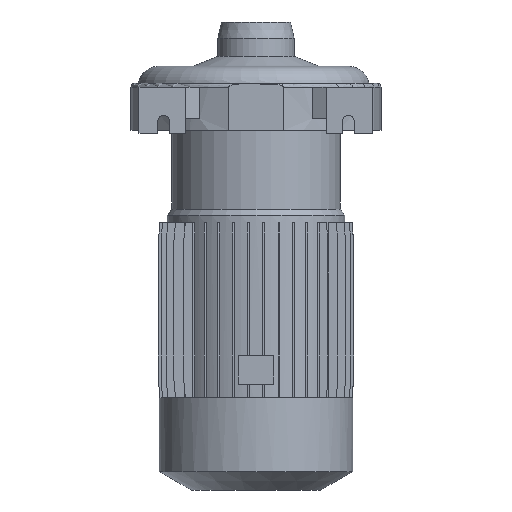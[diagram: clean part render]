
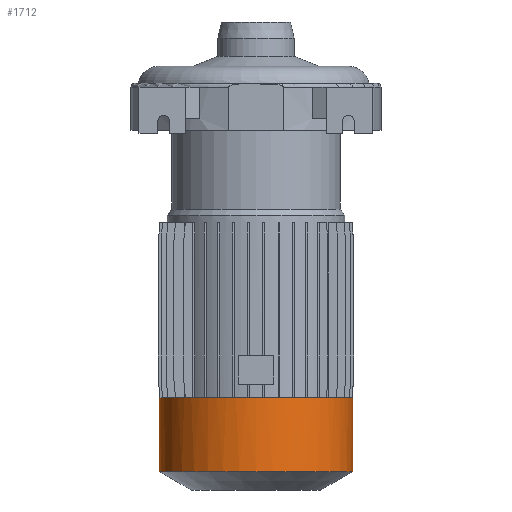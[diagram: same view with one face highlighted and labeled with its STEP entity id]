
A CAD part, front view. The second image highlights one B-rep face of the part: STEP entity #1712.
In plain terms, the highlighted cylindrical face has radius 78.5 mm (diameter 157 mm), a partial arc.
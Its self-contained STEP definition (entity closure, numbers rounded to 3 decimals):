
#76 = CARTESIAN_POINT ( 'NONE',  ( -78.5, 0., -312. ) ) ;
#270 = EDGE_LOOP ( 'NONE', ( #3893, #1273, #6805, #7418 ) ) ;
#540 = DIRECTION ( 'NONE',  ( 0., 0., 1. ) ) ;
#1027 = AXIS2_PLACEMENT_3D ( 'NONE', #9914, #540, #10877 ) ;
#1039 = DIRECTION ( 'NONE',  ( 1., 0., 0. ) ) ;
#1273 = ORIENTED_EDGE ( 'NONE', *, *, #10743, .T. ) ;
#1574 = CARTESIAN_POINT ( 'NONE',  ( 78.5, 0., 53. ) ) ;
#1581 = LINE ( 'NONE', #7812, #8652 ) ;
#1712 = ADVANCED_FACE ( 'NONE', ( #6712 ), #10358, .T. ) ;
#2367 = DIRECTION ( 'NONE',  ( 0., 0., 1. ) ) ;
#2801 = AXIS2_PLACEMENT_3D ( 'NONE', #5739, #11207, #1039 ) ;
#3062 = CIRCLE ( 'NONE', #8089, 78.5 ) ;
#3514 = VERTEX_POINT ( 'NONE', #76 ) ;
#3764 = CARTESIAN_POINT ( 'NONE',  ( -78.5, 0., -252. ) ) ;
#3816 = EDGE_CURVE ( 'NONE', #3514, #4919, #1581, .T. ) ;
#3893 = ORIENTED_EDGE ( 'NONE', *, *, #3816, .F. ) ;
#4910 = EDGE_CURVE ( 'NONE', #4919, #6666, #3062, .T. ) ;
#4919 = VERTEX_POINT ( 'NONE', #3764 ) ;
#4964 = DIRECTION ( 'NONE',  ( 1., 0., 0. ) ) ;
#5739 = CARTESIAN_POINT ( 'NONE',  ( 0., 0., 53. ) ) ;
#6666 = VERTEX_POINT ( 'NONE', #8767 ) ;
#6712 = FACE_OUTER_BOUND ( 'NONE', #270, .T. ) ;
#6805 = ORIENTED_EDGE ( 'NONE', *, *, #9648, .T. ) ;
#7418 = ORIENTED_EDGE ( 'NONE', *, *, #4910, .F. ) ;
#7660 = CARTESIAN_POINT ( 'NONE',  ( 78.5, 0., -312. ) ) ;
#7812 = CARTESIAN_POINT ( 'NONE',  ( -78.5, 0., 53. ) ) ;
#8047 = DIRECTION ( 'NONE',  ( 0., 0., 1. ) ) ;
#8089 = AXIS2_PLACEMENT_3D ( 'NONE', #9580, #10614, #4964 ) ;
#8363 = CIRCLE ( 'NONE', #1027, 78.5 ) ;
#8652 = VECTOR ( 'NONE', #2367, 1000. ) ;
#8767 = CARTESIAN_POINT ( 'NONE',  ( 78.5, 0., -252. ) ) ;
#8934 = VECTOR ( 'NONE', #8047, 1000. ) ;
#9580 = CARTESIAN_POINT ( 'NONE',  ( 0., 0., -252. ) ) ;
#9648 = EDGE_CURVE ( 'NONE', #10893, #6666, #9868, .T. ) ;
#9868 = LINE ( 'NONE', #1574, #8934 ) ;
#9914 = CARTESIAN_POINT ( 'NONE',  ( 0., 0., -312. ) ) ;
#10358 = CYLINDRICAL_SURFACE ( 'NONE', #2801, 78.5 ) ;
#10614 = DIRECTION ( 'NONE',  ( 0., 0., 1. ) ) ;
#10743 = EDGE_CURVE ( 'NONE', #3514, #10893, #8363, .T. ) ;
#10877 = DIRECTION ( 'NONE',  ( 1., 0., 0. ) ) ;
#10893 = VERTEX_POINT ( 'NONE', #7660 ) ;
#11207 = DIRECTION ( 'NONE',  ( 0., 0., 1. ) ) ;
